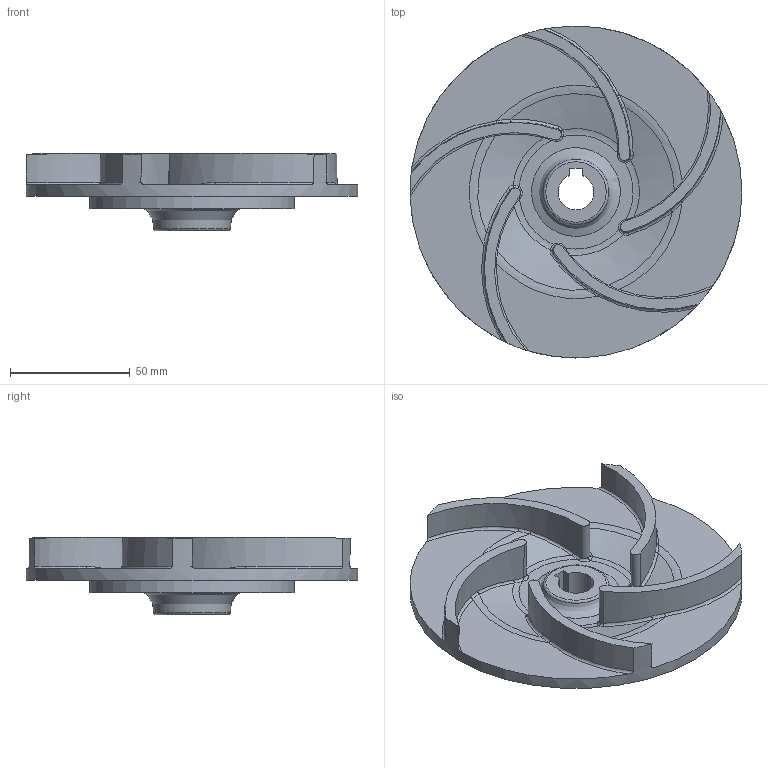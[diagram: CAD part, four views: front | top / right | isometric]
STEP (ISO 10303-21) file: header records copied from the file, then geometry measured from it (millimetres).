
FILE_DESCRIPTION(('STEP AP214'),'1');
FILE_NAME('Imp2.stp','2025-07-01T14:48:49',(' '),(' '),'Spatial InterOp 3D',' ',' ');
FILE_SCHEMA(('AUTOMOTIVE_DESIGN { 1 0 10303 214 1 1 1 1 }'));
Length unit declared in the file: millimetre
Products named in the file (1): 1
Bounding box: 138.68 x 138.68 x 32.44 mm (x, y, z)
Volume: 93541.9 mm3; surface area: 47648.7 mm2
Topology: 1 solids, 1 shells, 119 faces, 301 edges, 190 vertices
Faces by surface type: bspline 54, plane 24, cylinder 21, torus 13, cone 7
Full cylindrical faces by diameter (mm): 76.9 x1, 85.619 x1, 138.677 x1
Entity records: 12062 total; most frequent: CARTESIAN_POINT 9637, ORIENTED_EDGE 570, DIRECTION 405, EDGE_CURVE 285, AXIS2_PLACEMENT_3D 189, VERTEX_POINT 185, EDGE_LOOP 138, B_SPLINE_CURVE_WITH_KNOTS 135
